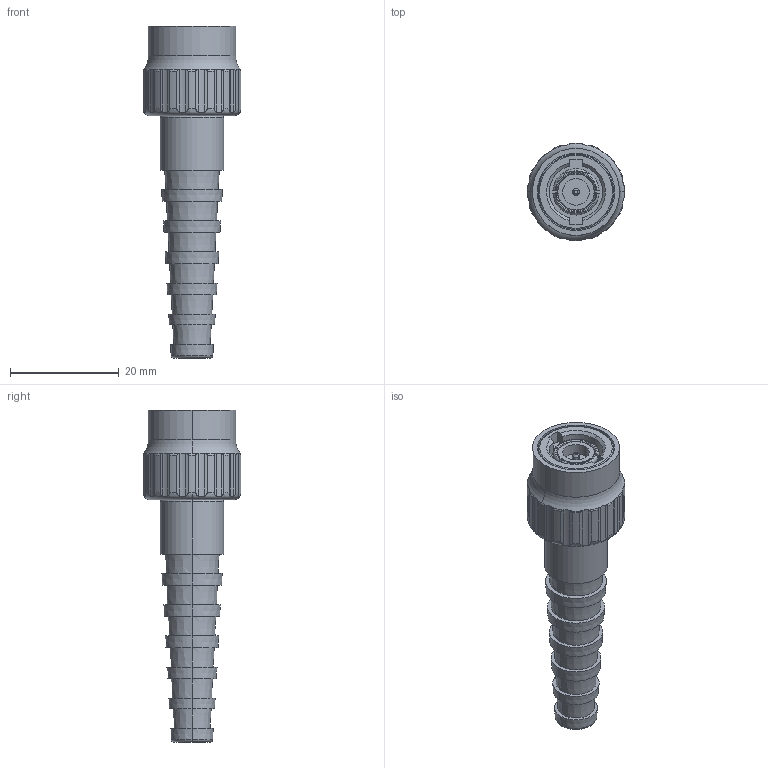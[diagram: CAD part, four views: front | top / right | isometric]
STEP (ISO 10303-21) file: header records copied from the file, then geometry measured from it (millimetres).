
FILE_DESCRIPTION (( 'STEP AP214' ), '1' );
FILE_NAME ('J01000A0014.STEP', '2018-11-12T15:32:17', ( '' ), ( '' ), 'SwSTEP 2.0', 'SolidWorks 2017', '' );
FILE_SCHEMA (( 'AUTOMOTIVE_DESIGN' ));
Length unit declared in the file: millimetre
Products named in the file (1): J01000A0014
Bounding box: 18 x 17.99 x 61 mm (x, y, z)
Volume: 6450.5 mm3; surface area: 3619.7 mm2
Topology: 1 solids, 1 shells, 380 faces, 994 edges, 656 vertices
Faces by surface type: plane 139, cylinder 88, bspline 78, cone 40, torus 35
Entity records: 19183 total; most frequent: CARTESIAN_POINT 6304, ORIENTED_EDGE 1988, DIRECTION 1523, EDGE_CURVE 994, VERTEX_POINT 656, AXIS2_PLACEMENT_3D 568, EDGE_LOOP 424, LINE 387
